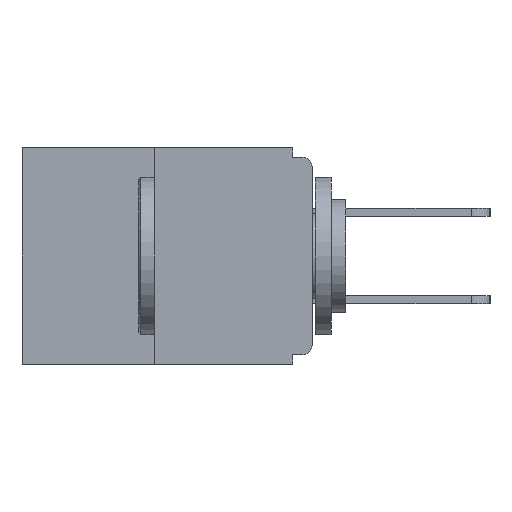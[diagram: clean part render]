
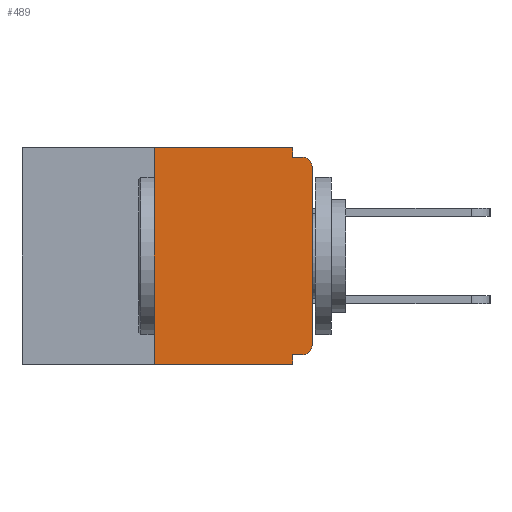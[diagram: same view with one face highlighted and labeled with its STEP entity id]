
A CAD part, left-side view. The second image highlights one B-rep face of the part: STEP entity #489.
In plain terms, the highlighted planar face has unit normal (-1, 0, 0).
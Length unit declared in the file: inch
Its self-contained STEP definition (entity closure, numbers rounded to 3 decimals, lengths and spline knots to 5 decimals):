
#479 = LINE ( 'NONE', #8630, #11725 ) ;
#489 = ADVANCED_FACE ( 'NONE', ( #18530 ), #4823, .F. ) ;
#693 = VERTEX_POINT ( 'NONE', #17427 ) ;
#1218 = DIRECTION ( 'NONE',  ( 0., 0., 1. ) ) ;
#1239 = EDGE_CURVE ( 'NONE', #14279, #14817, #5816, .T. ) ;
#1506 = CARTESIAN_POINT ( 'NONE',  ( 0., 0.25, 0. ) ) ;
#2141 = CARTESIAN_POINT ( 'NONE',  ( 0., 0.015, -0.313 ) ) ;
#2157 = AXIS2_PLACEMENT_3D ( 'NONE', #19047, #4902, #17739 ) ;
#2741 = ORIENTED_EDGE ( 'NONE', *, *, #3678, .F. ) ;
#3310 = EDGE_CURVE ( 'NONE', #20351, #18388, #4443, .T. ) ;
#3608 = CIRCLE ( 'NONE', #14075, 0.015 ) ;
#3678 = EDGE_CURVE ( 'NONE', #14657, #5999, #479, .T. ) ;
#3759 = CARTESIAN_POINT ( 'NONE',  ( 0., 0., -0.328 ) ) ;
#4324 = VECTOR ( 'NONE', #16527, 39.37008 ) ;
#4443 = LINE ( 'NONE', #19702, #18208 ) ;
#4599 = EDGE_LOOP ( 'NONE', ( #11530, #13523, #16736, #16781, #10790, #7580, #17822, #8050, #2741, #17443 ) ) ;
#4702 = VECTOR ( 'NONE', #17909, 39.37008 ) ;
#4778 = CARTESIAN_POINT ( 'NONE',  ( 0., 0.031, 0. ) ) ;
#4823 = PLANE ( 'NONE',  #2157 ) ;
#4902 = DIRECTION ( 'NONE',  ( 1., 0., 0. ) ) ;
#5139 = EDGE_CURVE ( 'NONE', #14817, #693, #9375, .T. ) ;
#5570 = VECTOR ( 'NONE', #16230, 39.37008 ) ;
#5739 = EDGE_CURVE ( 'NONE', #6072, #9127, #10128, .T. ) ;
#5816 = CIRCLE ( 'NONE', #18428, 0.015 ) ;
#5999 = VERTEX_POINT ( 'NONE', #12268 ) ;
#6072 = VERTEX_POINT ( 'NONE', #1506 ) ;
#6245 = CARTESIAN_POINT ( 'NONE',  ( 0., 0.015, -0.03 ) ) ;
#6547 = LINE ( 'NONE', #4778, #5570 ) ;
#7162 = DIRECTION ( 'NONE',  ( 0., -1., 0. ) ) ;
#7379 = CARTESIAN_POINT ( 'NONE',  ( 0., 0.031, -0.343 ) ) ;
#7444 = EDGE_CURVE ( 'NONE', #19276, #6072, #7527, .T. ) ;
#7527 = LINE ( 'NONE', #14427, #9791 ) ;
#7580 = ORIENTED_EDGE ( 'NONE', *, *, #1239, .T. ) ;
#8050 = ORIENTED_EDGE ( 'NONE', *, *, #11558, .T. ) ;
#8283 = VECTOR ( 'NONE', #11251, 39.37008 ) ;
#8416 = EDGE_CURVE ( 'NONE', #14279, #20351, #12679, .T. ) ;
#8630 = CARTESIAN_POINT ( 'NONE',  ( 0., 0., -0.015 ) ) ;
#9127 = VERTEX_POINT ( 'NONE', #14774 ) ;
#9281 = DIRECTION ( 'NONE',  ( -1., 0., 0. ) ) ;
#9375 = LINE ( 'NONE', #14227, #18826 ) ;
#9626 = CARTESIAN_POINT ( 'NONE',  ( 0., 0., -0.313 ) ) ;
#9791 = VECTOR ( 'NONE', #19536, 39.37008 ) ;
#10128 = LINE ( 'NONE', #14842, #4324 ) ;
#10206 = DIRECTION ( 'NONE',  ( 0., 0., -1. ) ) ;
#10790 = ORIENTED_EDGE ( 'NONE', *, *, #8416, .F. ) ;
#11251 = DIRECTION ( 'NONE',  ( 0., -1., 0. ) ) ;
#11530 = ORIENTED_EDGE ( 'NONE', *, *, #5739, .F. ) ;
#11558 = EDGE_CURVE ( 'NONE', #693, #5999, #3608, .T. ) ;
#11725 = VECTOR ( 'NONE', #7162, 39.37008 ) ;
#12268 = CARTESIAN_POINT ( 'NONE',  ( 0., 0.015, -0.015 ) ) ;
#12679 = LINE ( 'NONE', #3759, #4702 ) ;
#12748 = EDGE_CURVE ( 'NONE', #19276, #18388, #13263, .T. ) ;
#13026 = CARTESIAN_POINT ( 'NONE',  ( 0., 0.031, -0.015 ) ) ;
#13155 = CARTESIAN_POINT ( 'NONE',  ( 0., 0.031, -0.328 ) ) ;
#13263 = LINE ( 'NONE', #17797, #8283 ) ;
#13337 = CARTESIAN_POINT ( 'NONE',  ( 0., 0.25, -0.343 ) ) ;
#13523 = ORIENTED_EDGE ( 'NONE', *, *, #7444, .F. ) ;
#14075 = AXIS2_PLACEMENT_3D ( 'NONE', #6245, #9281, #17403 ) ;
#14227 = CARTESIAN_POINT ( 'NONE',  ( 0., 0., 0. ) ) ;
#14279 = VERTEX_POINT ( 'NONE', #18603 ) ;
#14427 = CARTESIAN_POINT ( 'NONE',  ( 0., 0.25, 0. ) ) ;
#14657 = VERTEX_POINT ( 'NONE', #13026 ) ;
#14774 = CARTESIAN_POINT ( 'NONE',  ( 0., 0.031, 0. ) ) ;
#14817 = VERTEX_POINT ( 'NONE', #9626 ) ;
#14842 = CARTESIAN_POINT ( 'NONE',  ( 0., 0.46, 0. ) ) ;
#14866 = DIRECTION ( 'NONE',  ( -1., 0., 0. ) ) ;
#16230 = DIRECTION ( 'NONE',  ( 0., 0., -1. ) ) ;
#16483 = DIRECTION ( 'NONE',  ( 0., 0., -1. ) ) ;
#16527 = DIRECTION ( 'NONE',  ( 0., -1., 0. ) ) ;
#16736 = ORIENTED_EDGE ( 'NONE', *, *, #12748, .T. ) ;
#16781 = ORIENTED_EDGE ( 'NONE', *, *, #3310, .F. ) ;
#17403 = DIRECTION ( 'NONE',  ( 0., 0., -1. ) ) ;
#17427 = CARTESIAN_POINT ( 'NONE',  ( 0., 0., -0.03 ) ) ;
#17443 = ORIENTED_EDGE ( 'NONE', *, *, #18417, .F. ) ;
#17739 = DIRECTION ( 'NONE',  ( 0., 0., -1. ) ) ;
#17797 = CARTESIAN_POINT ( 'NONE',  ( 0., 0.46, -0.343 ) ) ;
#17822 = ORIENTED_EDGE ( 'NONE', *, *, #5139, .T. ) ;
#17909 = DIRECTION ( 'NONE',  ( 0., 1., 0. ) ) ;
#18208 = VECTOR ( 'NONE', #10206, 39.37008 ) ;
#18388 = VERTEX_POINT ( 'NONE', #7379 ) ;
#18417 = EDGE_CURVE ( 'NONE', #9127, #14657, #6547, .T. ) ;
#18428 = AXIS2_PLACEMENT_3D ( 'NONE', #2141, #14866, #16483 ) ;
#18530 = FACE_OUTER_BOUND ( 'NONE', #4599, .T. ) ;
#18603 = CARTESIAN_POINT ( 'NONE',  ( 0., 0.015, -0.328 ) ) ;
#18826 = VECTOR ( 'NONE', #1218, 39.37008 ) ;
#19047 = CARTESIAN_POINT ( 'NONE',  ( 0., 0.46, 0. ) ) ;
#19276 = VERTEX_POINT ( 'NONE', #13337 ) ;
#19536 = DIRECTION ( 'NONE',  ( 0., 0., 1. ) ) ;
#19702 = CARTESIAN_POINT ( 'NONE',  ( 0., 0.031, -0.343 ) ) ;
#20351 = VERTEX_POINT ( 'NONE', #13155 ) ;
